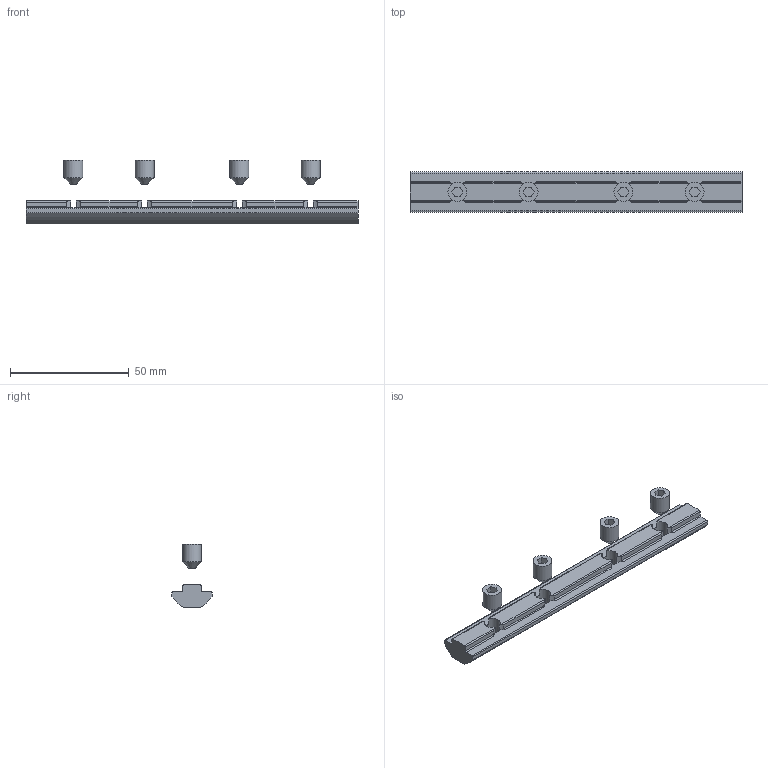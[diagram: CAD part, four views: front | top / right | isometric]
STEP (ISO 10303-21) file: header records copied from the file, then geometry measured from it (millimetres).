
FILE_DESCRIPTION(/* description */ ('STEP AP214'),/* implementation_level */ '2;1');
FILE_NAME(/* name */ '1025941.stp',/* time_stamp */ '2024-05-06T12:19:57+02:00',/* author */ ('b.steehouwer'),/* organization */ ('CADENAS'),/* preprocessor_version */ 'ST-DEVELOPER v18.1',/* originating_system */ 'Autodesk Inventor 2021',/* authorisation */ ' ');
FILE_SCHEMA (('AUTOMOTIVE_DESIGN { 1 0 10303 214 3 1 1 }'));
Length unit declared in the file: millimetre
Products named in the file (6): 1025941; 1025941-1; 1025941-2; 1025941-3; 1025941-4; 1025941-5
Assembly tree (5 placements, depth 2):
  1025941
    1025941-1
    1025941-2
    1025941-3
    1025941-4
    1025941-5
Bounding box: 140 x 17 x 26.7 mm (x, y, z)
Volume: 16395.7 mm3; surface area: 8671.6 mm2
Topology: 5 solids, 5 shells, 112 faces, 306 edges, 204 vertices
Faces by surface type: plane 58, cylinder 50, cone 4
Full cylindrical faces by diameter (mm): 6.647 x4, 8 x4
Entity records: 4103 total; most frequent: CARTESIAN_POINT 985, ORIENTED_EDGE 612, DIRECTION 612, EDGE_CURVE 306, AXIS2_PLACEMENT_3D 215, VERTEX_POINT 204, LINE 182, VECTOR 182
